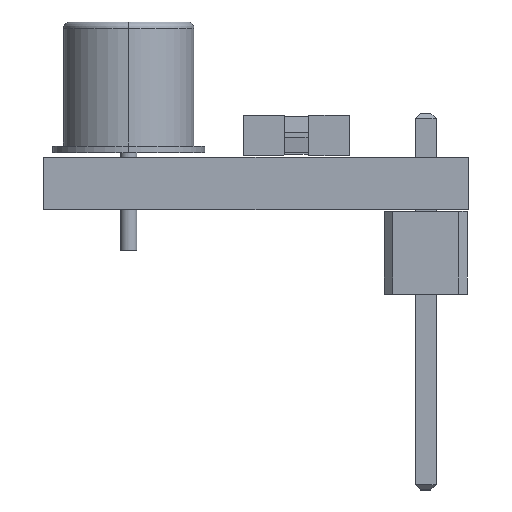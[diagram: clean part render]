
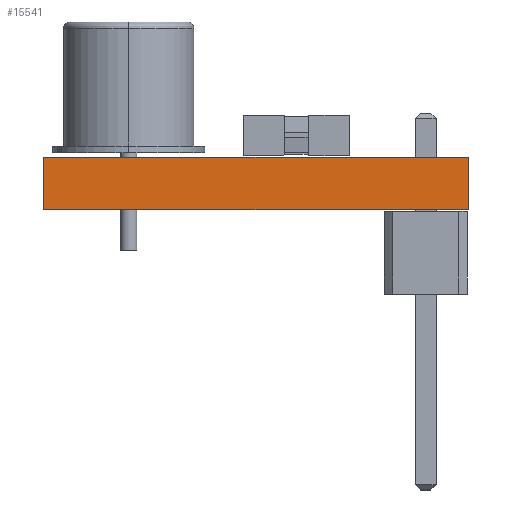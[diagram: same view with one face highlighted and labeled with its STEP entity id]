
A CAD part, left-side view. The second image highlights one B-rep face of the part: STEP entity #15541.
In plain terms, the highlighted planar face has unit normal (-1, 0, 0).
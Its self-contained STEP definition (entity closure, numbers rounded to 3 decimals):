
#15541 = ADVANCED_FACE('',(#15542),#15556,.T.);
#15542 = FACE_BOUND('',#15543,.T.);
#15543 = EDGE_LOOP('',(#15544,#15579,#15607,#15635));
#15544 = ORIENTED_EDGE('',*,*,#15545,.T.);
#15545 = EDGE_CURVE('',#15546,#15548,#15550,.T.);
#15546 = VERTEX_POINT('',#15547);
#15547 = CARTESIAN_POINT('',(125.5,-51.4,0.));
#15548 = VERTEX_POINT('',#15549);
#15549 = CARTESIAN_POINT('',(125.5,-51.4,1.6));
#15550 = SURFACE_CURVE('',#15551,(#15555,#15567),.PCURVE_S1.);
#15551 = LINE('',#15552,#15553);
#15552 = CARTESIAN_POINT('',(125.5,-51.4,0.));
#15553 = VECTOR('',#15554,1.);
#15554 = DIRECTION('',(0.,0.,1.));
#15555 = PCURVE('',#15556,#15561);
#15556 = PLANE('',#15557);
#15557 = AXIS2_PLACEMENT_3D('',#15558,#15559,#15560);
#15558 = CARTESIAN_POINT('',(125.5,-51.4,0.));
#15559 = DIRECTION('',(-1.,0.,0.));
#15560 = DIRECTION('',(0.,1.,0.));
#15561 = DEFINITIONAL_REPRESENTATION('',(#15562),#15566);
#15562 = LINE('',#15563,#15564);
#15563 = CARTESIAN_POINT('',(0.,0.));
#15564 = VECTOR('',#15565,1.);
#15565 = DIRECTION('',(0.,-1.));
#15566 = ( GEOMETRIC_REPRESENTATION_CONTEXT(2) 
PARAMETRIC_REPRESENTATION_CONTEXT() REPRESENTATION_CONTEXT('2D SPACE',''
  ) );
#15567 = PCURVE('',#15568,#15573);
#15568 = PLANE('',#15569);
#15569 = AXIS2_PLACEMENT_3D('',#15570,#15571,#15572);
#15570 = CARTESIAN_POINT('',(137.1,-51.4,0.));
#15571 = DIRECTION('',(0.,-1.,0.));
#15572 = DIRECTION('',(-1.,0.,0.));
#15573 = DEFINITIONAL_REPRESENTATION('',(#15574),#15578);
#15574 = LINE('',#15575,#15576);
#15575 = CARTESIAN_POINT('',(11.6,0.));
#15576 = VECTOR('',#15577,1.);
#15577 = DIRECTION('',(0.,-1.));
#15578 = ( GEOMETRIC_REPRESENTATION_CONTEXT(2) 
PARAMETRIC_REPRESENTATION_CONTEXT() REPRESENTATION_CONTEXT('2D SPACE',''
  ) );
#15579 = ORIENTED_EDGE('',*,*,#15580,.T.);
#15580 = EDGE_CURVE('',#15548,#15581,#15583,.T.);
#15581 = VERTEX_POINT('',#15582);
#15582 = CARTESIAN_POINT('',(125.5,-38.4,1.6));
#15583 = SURFACE_CURVE('',#15584,(#15588,#15595),.PCURVE_S1.);
#15584 = LINE('',#15585,#15586);
#15585 = CARTESIAN_POINT('',(125.5,-51.4,1.6));
#15586 = VECTOR('',#15587,1.);
#15587 = DIRECTION('',(0.,1.,0.));
#15588 = PCURVE('',#15556,#15589);
#15589 = DEFINITIONAL_REPRESENTATION('',(#15590),#15594);
#15590 = LINE('',#15591,#15592);
#15591 = CARTESIAN_POINT('',(0.,-1.6));
#15592 = VECTOR('',#15593,1.);
#15593 = DIRECTION('',(1.,0.));
#15594 = ( GEOMETRIC_REPRESENTATION_CONTEXT(2) 
PARAMETRIC_REPRESENTATION_CONTEXT() REPRESENTATION_CONTEXT('2D SPACE',''
  ) );
#15595 = PCURVE('',#15596,#15601);
#15596 = PLANE('',#15597);
#15597 = AXIS2_PLACEMENT_3D('',#15598,#15599,#15600);
#15598 = CARTESIAN_POINT('',(131.3,-44.9,1.6));
#15599 = DIRECTION('',(-0.,-0.,-1.));
#15600 = DIRECTION('',(-1.,0.,0.));
#15601 = DEFINITIONAL_REPRESENTATION('',(#15602),#15606);
#15602 = LINE('',#15603,#15604);
#15603 = CARTESIAN_POINT('',(5.8,-6.5));
#15604 = VECTOR('',#15605,1.);
#15605 = DIRECTION('',(0.,1.));
#15606 = ( GEOMETRIC_REPRESENTATION_CONTEXT(2) 
PARAMETRIC_REPRESENTATION_CONTEXT() REPRESENTATION_CONTEXT('2D SPACE',''
  ) );
#15607 = ORIENTED_EDGE('',*,*,#15608,.F.);
#15608 = EDGE_CURVE('',#15609,#15581,#15611,.T.);
#15609 = VERTEX_POINT('',#15610);
#15610 = CARTESIAN_POINT('',(125.5,-38.4,0.));
#15611 = SURFACE_CURVE('',#15612,(#15616,#15623),.PCURVE_S1.);
#15612 = LINE('',#15613,#15614);
#15613 = CARTESIAN_POINT('',(125.5,-38.4,0.));
#15614 = VECTOR('',#15615,1.);
#15615 = DIRECTION('',(0.,0.,1.));
#15616 = PCURVE('',#15556,#15617);
#15617 = DEFINITIONAL_REPRESENTATION('',(#15618),#15622);
#15618 = LINE('',#15619,#15620);
#15619 = CARTESIAN_POINT('',(13.,0.));
#15620 = VECTOR('',#15621,1.);
#15621 = DIRECTION('',(0.,-1.));
#15622 = ( GEOMETRIC_REPRESENTATION_CONTEXT(2) 
PARAMETRIC_REPRESENTATION_CONTEXT() REPRESENTATION_CONTEXT('2D SPACE',''
  ) );
#15623 = PCURVE('',#15624,#15629);
#15624 = PLANE('',#15625);
#15625 = AXIS2_PLACEMENT_3D('',#15626,#15627,#15628);
#15626 = CARTESIAN_POINT('',(125.5,-38.4,0.));
#15627 = DIRECTION('',(0.,1.,0.));
#15628 = DIRECTION('',(1.,0.,0.));
#15629 = DEFINITIONAL_REPRESENTATION('',(#15630),#15634);
#15630 = LINE('',#15631,#15632);
#15631 = CARTESIAN_POINT('',(0.,0.));
#15632 = VECTOR('',#15633,1.);
#15633 = DIRECTION('',(0.,-1.));
#15634 = ( GEOMETRIC_REPRESENTATION_CONTEXT(2) 
PARAMETRIC_REPRESENTATION_CONTEXT() REPRESENTATION_CONTEXT('2D SPACE',''
  ) );
#15635 = ORIENTED_EDGE('',*,*,#15636,.F.);
#15636 = EDGE_CURVE('',#15546,#15609,#15637,.T.);
#15637 = SURFACE_CURVE('',#15638,(#15642,#15649),.PCURVE_S1.);
#15638 = LINE('',#15639,#15640);
#15639 = CARTESIAN_POINT('',(125.5,-51.4,0.));
#15640 = VECTOR('',#15641,1.);
#15641 = DIRECTION('',(0.,1.,0.));
#15642 = PCURVE('',#15556,#15643);
#15643 = DEFINITIONAL_REPRESENTATION('',(#15644),#15648);
#15644 = LINE('',#15645,#15646);
#15645 = CARTESIAN_POINT('',(0.,0.));
#15646 = VECTOR('',#15647,1.);
#15647 = DIRECTION('',(1.,0.));
#15648 = ( GEOMETRIC_REPRESENTATION_CONTEXT(2) 
PARAMETRIC_REPRESENTATION_CONTEXT() REPRESENTATION_CONTEXT('2D SPACE',''
  ) );
#15649 = PCURVE('',#15650,#15655);
#15650 = PLANE('',#15651);
#15651 = AXIS2_PLACEMENT_3D('',#15652,#15653,#15654);
#15652 = CARTESIAN_POINT('',(131.3,-44.9,0.));
#15653 = DIRECTION('',(-0.,-0.,-1.));
#15654 = DIRECTION('',(-1.,0.,0.));
#15655 = DEFINITIONAL_REPRESENTATION('',(#15656),#15660);
#15656 = LINE('',#15657,#15658);
#15657 = CARTESIAN_POINT('',(5.8,-6.5));
#15658 = VECTOR('',#15659,1.);
#15659 = DIRECTION('',(0.,1.));
#15660 = ( GEOMETRIC_REPRESENTATION_CONTEXT(2) 
PARAMETRIC_REPRESENTATION_CONTEXT() REPRESENTATION_CONTEXT('2D SPACE',''
  ) );
